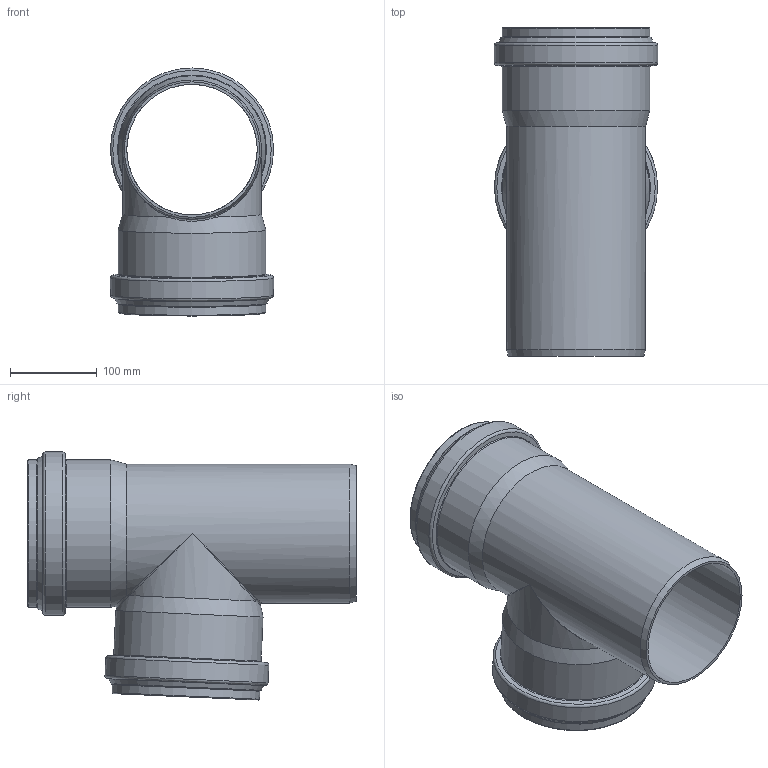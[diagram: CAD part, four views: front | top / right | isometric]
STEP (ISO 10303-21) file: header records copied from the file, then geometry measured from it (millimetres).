
FILE_DESCRIPTION(/* description */ (''),/* implementation_level */ '2;1');
FILE_NAME(/* name */ '337400 SKOLANsafeEA Abzweiger DN_OD 160_160_87°.stp',/* time_stamp */ '2018-01-09T14:21:16+01:00',/* author */ ('user1'),/* organization */ (''),/* preprocessor_version */ 'ST-DEVELOPER v16.1',/* originating_system */ 'Autodesk Inventor 2016',/* authorisation */ '');
FILE_SCHEMA (('AUTOMOTIVE_DESIGN { 1 0 10303 214 3 1 1 }'));
Length unit declared in the file: millimetre
Products named in the file (1): 337400 SKOLANsafeEA Abzweiger DN_OD 160_160_87°
Bounding box: 187.8 x 378 x 285.38 mm (x, y, z)
Volume: 1182800.4 mm3; surface area: 506669.1 mm2
Topology: 1 solids, 1 shells, 81 faces, 175 edges, 93 vertices
Faces by surface type: torus 28, cylinder 21, cone 21, bspline 6, plane 5
Full cylindrical faces by diameter (mm): 150.2 x1, 160 x1, 160.7 x4, 160.9 x2, 169.7 x4, 178.8 x2, 187.8 x2
Entity records: 2111 total; most frequent: CARTESIAN_POINT 667, DIRECTION 314, ORIENTED_EDGE 200, AXIS2_PLACEMENT_3D 157, EDGE_LOOP 149, EDGE_CURVE 100, VERTEX_POINT 89, FACE_OUTER_BOUND 79
